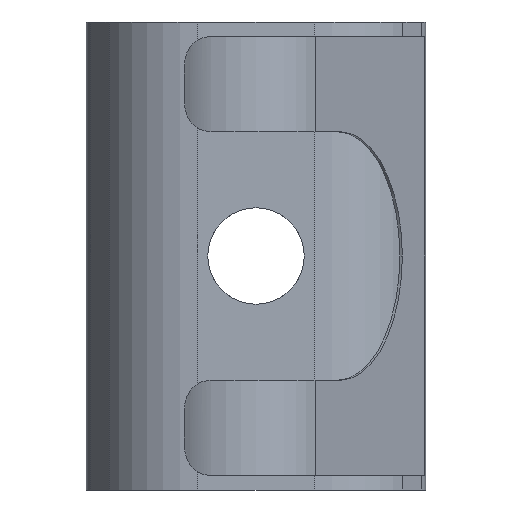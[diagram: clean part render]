
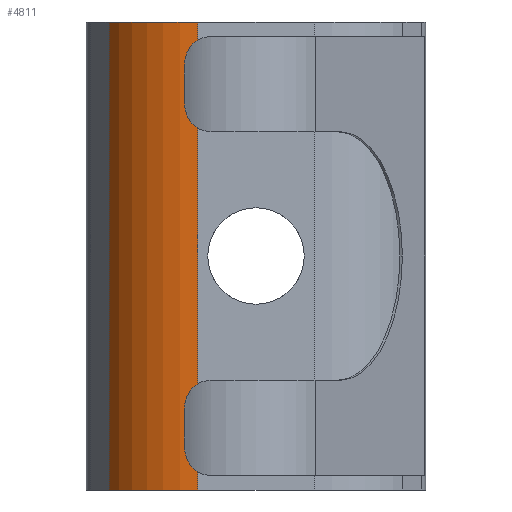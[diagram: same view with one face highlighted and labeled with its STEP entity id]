
A CAD part, front view. The second image highlights one B-rep face of the part: STEP entity #4811.
In plain terms, the highlighted cylindrical face has radius 3.5 mm (diameter 7 mm), a partial arc.
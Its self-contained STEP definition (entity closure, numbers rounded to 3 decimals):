
#523 = PLANE('',#524);
#524 = AXIS2_PLACEMENT_3D('',#525,#526,#527);
#525 = CARTESIAN_POINT('',(-4.01,-4.6,8.));
#526 = DIRECTION('',(-0.,1.,0.));
#527 = DIRECTION('',(1.,0.,0.));
#743 = PLANE('',#744);
#744 = AXIS2_PLACEMENT_3D('',#745,#746,#747);
#745 = CARTESIAN_POINT('',(-5.8,-1.,8.));
#746 = DIRECTION('',(0.,0.,1.));
#747 = DIRECTION('',(1.,0.,-0.));
#799 = PLANE('',#800);
#800 = AXIS2_PLACEMENT_3D('',#801,#802,#803);
#801 = CARTESIAN_POINT('',(-5.8,-1.,-8.));
#802 = DIRECTION('',(0.,0.,1.));
#803 = DIRECTION('',(1.,0.,-0.));
#2564 = VERTEX_POINT('',#2565);
#2565 = CARTESIAN_POINT('',(-5.021,-2.85,8.));
#2572 = PLANE('',#2573);
#2573 = AXIS2_PLACEMENT_3D('',#2574,#2575,#2576);
#2574 = CARTESIAN_POINT('',(-5.8,-1.5,8.));
#2575 = DIRECTION('',(0.866,0.5,0.));
#2576 = DIRECTION('',(0.,0.,-1.));
#2615 = VERTEX_POINT('',#2616);
#2616 = CARTESIAN_POINT('',(-5.021,-2.85,-8.));
#2637 = EDGE_CURVE('',#2615,#2564,#2638,.T.);
#2638 = SURFACE_CURVE('',#2639,(#2643,#2650),.PCURVE_S1.);
#2639 = LINE('',#2640,#2641);
#2640 = CARTESIAN_POINT('',(-5.021,-2.85,8.));
#2641 = VECTOR('',#2642,1.);
#2642 = DIRECTION('',(0.,-0.,1.));
#2643 = PCURVE('',#2572,#2644);
#2644 = DEFINITIONAL_REPRESENTATION('',(#2645),#2649);
#2645 = LINE('',#2646,#2647);
#2646 = CARTESIAN_POINT('',(0.,-1.559));
#2647 = VECTOR('',#2648,1.);
#2648 = DIRECTION('',(-1.,0.));
#2649 = ( GEOMETRIC_REPRESENTATION_CONTEXT(2) 
PARAMETRIC_REPRESENTATION_CONTEXT() REPRESENTATION_CONTEXT('2D SPACE',''
  ) );
#2650 = PCURVE('',#2651,#2656);
#2651 = CYLINDRICAL_SURFACE('',#2652,3.5);
#2652 = AXIS2_PLACEMENT_3D('',#2653,#2654,#2655);
#2653 = CARTESIAN_POINT('',(-1.989,-1.1,8.));
#2654 = DIRECTION('',(0.,0.,1.));
#2655 = DIRECTION('',(-1.,0.,0.));
#2656 = DEFINITIONAL_REPRESENTATION('',(#2657),#2661);
#2657 = LINE('',#2658,#2659);
#2658 = CARTESIAN_POINT('',(0.524,0.));
#2659 = VECTOR('',#2660,1.);
#2660 = DIRECTION('',(0.,1.));
#2661 = ( GEOMETRIC_REPRESENTATION_CONTEXT(2) 
PARAMETRIC_REPRESENTATION_CONTEXT() REPRESENTATION_CONTEXT('2D SPACE',''
  ) );
#2667 = VERTEX_POINT('',#2668);
#2668 = CARTESIAN_POINT('',(-1.989,-4.6,-8.));
#2715 = VERTEX_POINT('',#2716);
#2716 = CARTESIAN_POINT('',(-1.989,-4.6,8.));
#2737 = EDGE_CURVE('',#2715,#2667,#2738,.T.);
#2738 = SURFACE_CURVE('',#2739,(#2743,#2750),.PCURVE_S1.);
#2739 = LINE('',#2740,#2741);
#2740 = CARTESIAN_POINT('',(-1.989,-4.6,8.));
#2741 = VECTOR('',#2742,1.);
#2742 = DIRECTION('',(-0.,0.,-1.));
#2743 = PCURVE('',#523,#2744);
#2744 = DEFINITIONAL_REPRESENTATION('',(#2745),#2749);
#2745 = LINE('',#2746,#2747);
#2746 = CARTESIAN_POINT('',(2.021,0.));
#2747 = VECTOR('',#2748,1.);
#2748 = DIRECTION('',(0.,1.));
#2749 = ( GEOMETRIC_REPRESENTATION_CONTEXT(2) 
PARAMETRIC_REPRESENTATION_CONTEXT() REPRESENTATION_CONTEXT('2D SPACE',''
  ) );
#2750 = PCURVE('',#2651,#2751);
#2751 = DEFINITIONAL_REPRESENTATION('',(#2752),#2756);
#2752 = LINE('',#2753,#2754);
#2753 = CARTESIAN_POINT('',(1.571,0.));
#2754 = VECTOR('',#2755,1.);
#2755 = DIRECTION('',(0.,-1.));
#2756 = ( GEOMETRIC_REPRESENTATION_CONTEXT(2) 
PARAMETRIC_REPRESENTATION_CONTEXT() REPRESENTATION_CONTEXT('2D SPACE',''
  ) );
#4211 = EDGE_CURVE('',#2564,#2715,#4212,.T.);
#4212 = SURFACE_CURVE('',#4213,(#4218,#4225),.PCURVE_S1.);
#4213 = CIRCLE('',#4214,3.5);
#4214 = AXIS2_PLACEMENT_3D('',#4215,#4216,#4217);
#4215 = CARTESIAN_POINT('',(-1.989,-1.1,8.));
#4216 = DIRECTION('',(0.,0.,1.));
#4217 = DIRECTION('',(1.,0.,-0.));
#4218 = PCURVE('',#743,#4219);
#4219 = DEFINITIONAL_REPRESENTATION('',(#4220),#4224);
#4220 = CIRCLE('',#4221,3.5);
#4221 = AXIS2_PLACEMENT_2D('',#4222,#4223);
#4222 = CARTESIAN_POINT('',(3.811,-0.1));
#4223 = DIRECTION('',(1.,0.));
#4224 = ( GEOMETRIC_REPRESENTATION_CONTEXT(2) 
PARAMETRIC_REPRESENTATION_CONTEXT() REPRESENTATION_CONTEXT('2D SPACE',''
  ) );
#4225 = PCURVE('',#2651,#4226);
#4226 = DEFINITIONAL_REPRESENTATION('',(#4227),#4231);
#4227 = LINE('',#4228,#4229);
#4228 = CARTESIAN_POINT('',(-3.142,0.));
#4229 = VECTOR('',#4230,1.);
#4230 = DIRECTION('',(1.,0.));
#4231 = ( GEOMETRIC_REPRESENTATION_CONTEXT(2) 
PARAMETRIC_REPRESENTATION_CONTEXT() REPRESENTATION_CONTEXT('2D SPACE',''
  ) );
#4439 = EDGE_CURVE('',#2667,#2615,#4440,.T.);
#4440 = SURFACE_CURVE('',#4441,(#4446,#4457),.PCURVE_S1.);
#4441 = CIRCLE('',#4442,3.5);
#4442 = AXIS2_PLACEMENT_3D('',#4443,#4444,#4445);
#4443 = CARTESIAN_POINT('',(-1.989,-1.1,-8.));
#4444 = DIRECTION('',(0.,0.,-1.));
#4445 = DIRECTION('',(1.,0.,0.));
#4446 = PCURVE('',#799,#4447);
#4447 = DEFINITIONAL_REPRESENTATION('',(#4448),#4456);
#4448 = ( BOUNDED_CURVE() B_SPLINE_CURVE(2,(#4449,#4450,#4451,#4452,
#4453,#4454,#4455),.UNSPECIFIED.,.T.,.F.) B_SPLINE_CURVE_WITH_KNOTS((1,2
    ,2,2,2,1),(-2.094,0.,2.094,4.189,
6.283,8.378),.UNSPECIFIED.) CURVE() 
GEOMETRIC_REPRESENTATION_ITEM() RATIONAL_B_SPLINE_CURVE((1.,0.5,1.,0.5,
1.,0.5,1.)) REPRESENTATION_ITEM('') );
#4449 = CARTESIAN_POINT('',(7.311,-0.1));
#4450 = CARTESIAN_POINT('',(7.311,-6.162));
#4451 = CARTESIAN_POINT('',(2.061,-3.131));
#4452 = CARTESIAN_POINT('',(-3.189,-0.1));
#4453 = CARTESIAN_POINT('',(2.061,2.931));
#4454 = CARTESIAN_POINT('',(7.311,5.962));
#4455 = CARTESIAN_POINT('',(7.311,-0.1));
#4456 = ( GEOMETRIC_REPRESENTATION_CONTEXT(2) 
PARAMETRIC_REPRESENTATION_CONTEXT() REPRESENTATION_CONTEXT('2D SPACE',''
  ) );
#4457 = PCURVE('',#2651,#4458);
#4458 = DEFINITIONAL_REPRESENTATION('',(#4459),#4463);
#4459 = LINE('',#4460,#4461);
#4460 = CARTESIAN_POINT('',(3.142,-16.));
#4461 = VECTOR('',#4462,1.);
#4462 = DIRECTION('',(-1.,0.));
#4463 = ( GEOMETRIC_REPRESENTATION_CONTEXT(2) 
PARAMETRIC_REPRESENTATION_CONTEXT() REPRESENTATION_CONTEXT('2D SPACE',''
  ) );
#4811 = ADVANCED_FACE('',(#4812),#2651,.T.);
#4812 = FACE_BOUND('',#4813,.T.);
#4813 = EDGE_LOOP('',(#4814,#4815,#4816,#4817));
#4814 = ORIENTED_EDGE('',*,*,#4211,.F.);
#4815 = ORIENTED_EDGE('',*,*,#2637,.F.);
#4816 = ORIENTED_EDGE('',*,*,#4439,.F.);
#4817 = ORIENTED_EDGE('',*,*,#2737,.F.);
